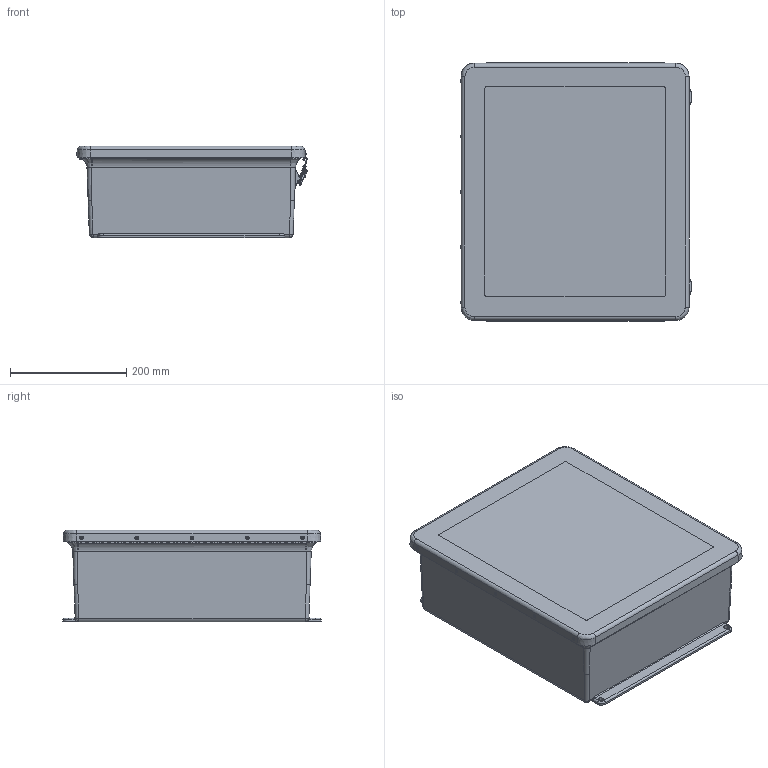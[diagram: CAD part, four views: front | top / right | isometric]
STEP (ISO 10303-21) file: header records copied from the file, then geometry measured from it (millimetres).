
FILE_DESCRIPTION (( 'STEP AP214' ), '1' );
FILE_NAME ('MW1614HLL.STEP', '2018-11-07T12:23:19', ( '' ), ( '' ), 'SwSTEP 2.0', 'SolidWorks 2018', '' );
FILE_SCHEMA (( 'AUTOMOTIVE_DESIGN' ));
Length unit declared in the file: inch
Products named in the file (1): MW1614HLL
Bounding box: 397.49 x 445.29 x 157.7 mm (x, y, z)
Volume: 2671225.6 mm3; surface area: 1304334.3 mm2
Topology: 51 solids, 51 shells, 1275 faces, 3231 edges, 2100 vertices
Faces by surface type: plane 582, cylinder 500, bspline 130, cone 53, torus 10
Full cylindrical faces by diameter (mm): 2.159 x63, 2.4 x2, 2.7 x4, 3 x2, 3.175 x18, 3.25 x2, 3.302 x4, 3.327 x10, 3.5 x2, 3.556 x18, 3.861 x8, 3.962 x7, 4.2 x4, 4.609 x2, 4.618 x2, 4.7 x2, 4.9 x2, 5 x4, 5.3 x2, 5.537 x4, 6.35 x18, 6.858 x4, 13.3 x2, 13.5 x2
Entity records: 66680 total; most frequent: CARTESIAN_POINT 19681, DIRECTION 5942, ORIENTED_EDGE 5908, EDGE_CURVE 2954, AXIS2_PLACEMENT_3D 2177, VERTEX_POINT 2060, EDGE_LOOP 1804, VECTOR 1588
